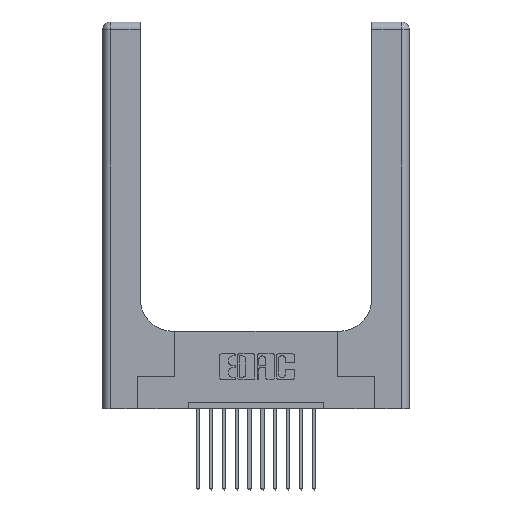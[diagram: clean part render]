
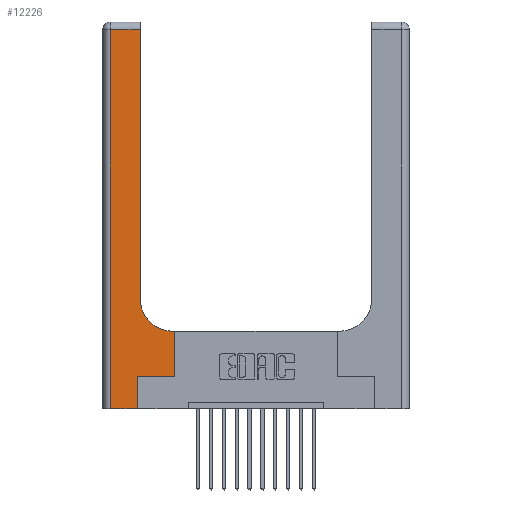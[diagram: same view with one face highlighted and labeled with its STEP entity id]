
A CAD part, top view. The second image highlights one B-rep face of the part: STEP entity #12226.
In plain terms, the highlighted planar face has unit normal (0, 0, 1).
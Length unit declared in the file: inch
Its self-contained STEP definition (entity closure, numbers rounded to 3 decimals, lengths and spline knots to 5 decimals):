
#358 = CARTESIAN_POINT ( 'NONE',  ( 0.2915, 3., 0.37 ) ) ;
#370 = EDGE_CURVE ( 'NONE', #4275, #5328, #2723, .T. ) ;
#480 = EDGE_CURVE ( 'NONE', #9724, #4275, #11783, .T. ) ;
#670 = CARTESIAN_POINT ( 'NONE',  ( 0.2915, 0.85, 0.37 ) ) ;
#691 = LINE ( 'NONE', #15260, #8950 ) ;
#987 = VECTOR ( 'NONE', #14825, 39.37008 ) ;
#1226 = ORIENTED_EDGE ( 'NONE', *, *, #480, .T. ) ;
#1253 = DIRECTION ( 'NONE',  ( 1., 0., 0. ) ) ;
#1347 = DIRECTION ( 'NONE',  ( 0., 1., 0. ) ) ;
#1415 = PLANE ( 'NONE',  #12812 ) ;
#1473 = EDGE_LOOP ( 'NONE', ( #8696, #6762, #7116, #12731, #8233, #11205, #1226, #4637, #8140 ) ) ;
#1643 = DIRECTION ( 'NONE',  ( 0., 0., -1. ) ) ;
#1959 = CARTESIAN_POINT ( 'NONE',  ( 0.269, 0.25, 0.37 ) ) ;
#1974 = CARTESIAN_POINT ( 'NONE',  ( 0.06, 3., 0.37 ) ) ;
#2092 = VECTOR ( 'NONE', #7270, 39.37008 ) ;
#2273 = EDGE_CURVE ( 'NONE', #5328, #11983, #15240, .T. ) ;
#2327 = CARTESIAN_POINT ( 'NONE',  ( 0.5415, 0.6, 0.37 ) ) ;
#2493 = EDGE_CURVE ( 'NONE', #11996, #4280, #11740, .T. ) ;
#2723 = LINE ( 'NONE', #12688, #2092 ) ;
#3360 = EDGE_CURVE ( 'NONE', #11983, #11989, #13357, .T. ) ;
#3916 = VECTOR ( 'NONE', #1253, 39.37008 ) ;
#4275 = VERTEX_POINT ( 'NONE', #5986 ) ;
#4280 = VERTEX_POINT ( 'NONE', #10007 ) ;
#4373 = AXIS2_PLACEMENT_3D ( 'NONE', #4762, #15248, #7307 ) ;
#4637 = ORIENTED_EDGE ( 'NONE', *, *, #370, .T. ) ;
#4762 = CARTESIAN_POINT ( 'NONE',  ( 0.5415, 0.85, 0.37 ) ) ;
#5138 = CARTESIAN_POINT ( 'NONE',  ( 0.269, 0., 0.37 ) ) ;
#5328 = VERTEX_POINT ( 'NONE', #2327 ) ;
#5601 = VERTEX_POINT ( 'NONE', #9847 ) ;
#5938 = VECTOR ( 'NONE', #12557, 39.37008 ) ;
#5986 = CARTESIAN_POINT ( 'NONE',  ( 0.5585, 0.6, 0.37 ) ) ;
#6103 = VECTOR ( 'NONE', #12737, 39.37008 ) ;
#6762 = ORIENTED_EDGE ( 'NONE', *, *, #14062, .T. ) ;
#6838 = VERTEX_POINT ( 'NONE', #5138 ) ;
#7116 = ORIENTED_EDGE ( 'NONE', *, *, #2493, .T. ) ;
#7270 = DIRECTION ( 'NONE',  ( -1., 0., 0. ) ) ;
#7307 = DIRECTION ( 'NONE',  ( 1., 0., 0. ) ) ;
#7565 = LINE ( 'NONE', #12675, #6103 ) ;
#8140 = ORIENTED_EDGE ( 'NONE', *, *, #2273, .T. ) ;
#8233 = ORIENTED_EDGE ( 'NONE', *, *, #9594, .T. ) ;
#8433 = VECTOR ( 'NONE', #12482, 39.37008 ) ;
#8438 = EDGE_CURVE ( 'NONE', #5601, #9724, #15832, .T. ) ;
#8456 = LINE ( 'NONE', #15703, #3916 ) ;
#8696 = ORIENTED_EDGE ( 'NONE', *, *, #3360, .T. ) ;
#8749 = CARTESIAN_POINT ( 'NONE',  ( 0.06, 2.94, 0.37 ) ) ;
#8950 = VECTOR ( 'NONE', #15151, 39.37008 ) ;
#9594 = EDGE_CURVE ( 'NONE', #6838, #5601, #7565, .T. ) ;
#9724 = VERTEX_POINT ( 'NONE', #15601 ) ;
#9847 = CARTESIAN_POINT ( 'NONE',  ( 0.269, 0.25, 0.37 ) ) ;
#10007 = CARTESIAN_POINT ( 'NONE',  ( 0.06, 0., 0.37 ) ) ;
#11205 = ORIENTED_EDGE ( 'NONE', *, *, #8438, .T. ) ;
#11272 = FACE_OUTER_BOUND ( 'NONE', #1473, .T. ) ;
#11364 = VECTOR ( 'NONE', #1347, 39.37008 ) ;
#11740 = LINE ( 'NONE', #1974, #5938 ) ;
#11783 = LINE ( 'NONE', #13093, #11364 ) ;
#11983 = VERTEX_POINT ( 'NONE', #670 ) ;
#11989 = VERTEX_POINT ( 'NONE', #16499 ) ;
#11996 = VERTEX_POINT ( 'NONE', #8749 ) ;
#12010 = CARTESIAN_POINT ( 'NONE',  ( 0., 3., 0.37 ) ) ;
#12226 = ADVANCED_FACE ( 'NONE', ( #11272 ), #1415, .F. ) ;
#12482 = DIRECTION ( 'NONE',  ( 1., 0., 0. ) ) ;
#12557 = DIRECTION ( 'NONE',  ( 0., -1., 0. ) ) ;
#12675 = CARTESIAN_POINT ( 'NONE',  ( 0.269, 0., 0.37 ) ) ;
#12688 = CARTESIAN_POINT ( 'NONE',  ( 0.2915, 0.6, 0.37 ) ) ;
#12731 = ORIENTED_EDGE ( 'NONE', *, *, #16819, .T. ) ;
#12737 = DIRECTION ( 'NONE',  ( 0., 1., 0. ) ) ;
#12812 = AXIS2_PLACEMENT_3D ( 'NONE', #12010, #1643, #13339 ) ;
#13093 = CARTESIAN_POINT ( 'NONE',  ( 0.5585, 0.25, 0.37 ) ) ;
#13339 = DIRECTION ( 'NONE',  ( -1., 0., 0. ) ) ;
#13357 = LINE ( 'NONE', #358, #987 ) ;
#14062 = EDGE_CURVE ( 'NONE', #11989, #11996, #691, .T. ) ;
#14825 = DIRECTION ( 'NONE',  ( 0., 1., 0. ) ) ;
#15151 = DIRECTION ( 'NONE',  ( -1., 0., 0. ) ) ;
#15240 = CIRCLE ( 'NONE', #4373, 0.25 ) ;
#15248 = DIRECTION ( 'NONE',  ( 0., 0., -1. ) ) ;
#15260 = CARTESIAN_POINT ( 'NONE',  ( 0., 2.94, 0.37 ) ) ;
#15601 = CARTESIAN_POINT ( 'NONE',  ( 0.5585, 0.25, 0.37 ) ) ;
#15703 = CARTESIAN_POINT ( 'NONE',  ( 0., 0., 0.37 ) ) ;
#15832 = LINE ( 'NONE', #1959, #8433 ) ;
#16499 = CARTESIAN_POINT ( 'NONE',  ( 0.2915, 2.94, 0.37 ) ) ;
#16819 = EDGE_CURVE ( 'NONE', #4280, #6838, #8456, .T. ) ;
